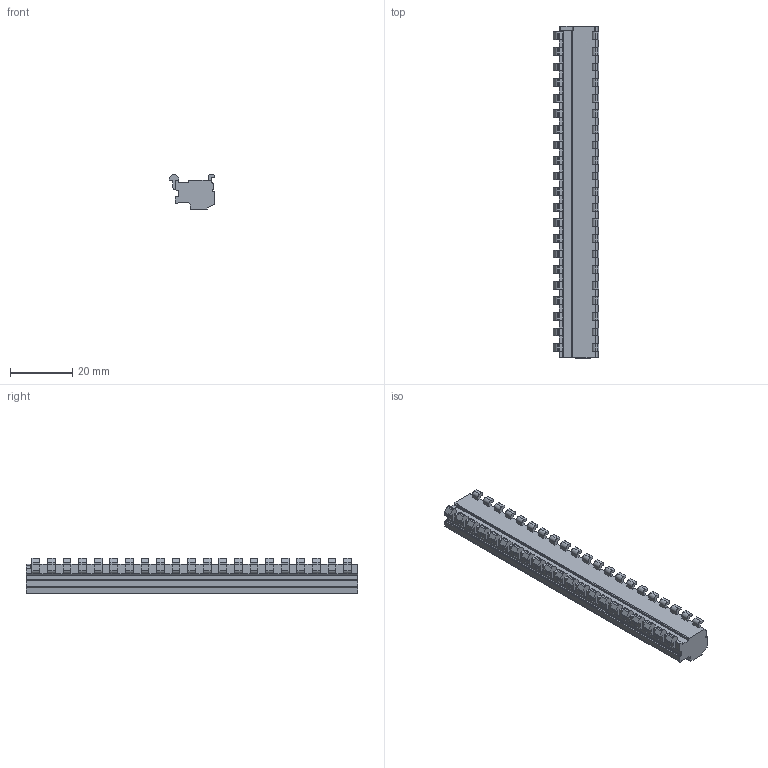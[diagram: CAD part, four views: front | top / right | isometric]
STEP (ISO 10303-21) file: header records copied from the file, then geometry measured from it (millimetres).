
FILE_DESCRIPTION((''),'2;1');
FILE_NAME('PRT0007','2024-10-15T13:17:30',('tluser'),(''),'CREO PARAMETRIC BY PTC INC, 2018100','CREO PARAMETRIC BY PTC INC, 2018100','');
FILE_SCHEMA(('CONFIG_CONTROL_DESIGN'));
Length unit declared in the file: millimetre
Products named in the file (1): PRT0007
Bounding box: 14.7 x 106.5 x 11.5 mm (x, y, z)
Volume: 10920.7 mm3; surface area: 6281.4 mm2
Topology: 1 solids, 1 shells, 916 faces, 2513 edges, 1662 vertices
Faces by surface type: plane 622, cylinder 252, cone 42
Entity records: 29249 total; most frequent: CARTESIAN_POINT 5448, ORIENTED_EDGE 5026, DIRECTION 4867, EDGE_CURVE 2513, VECTOR 1901, LINE 1901, VERTEX_POINT 1662, AXIS2_PLACEMENT_3D 1483
